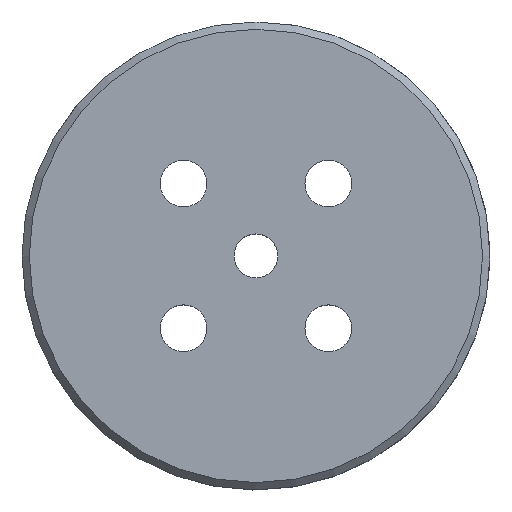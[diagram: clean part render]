
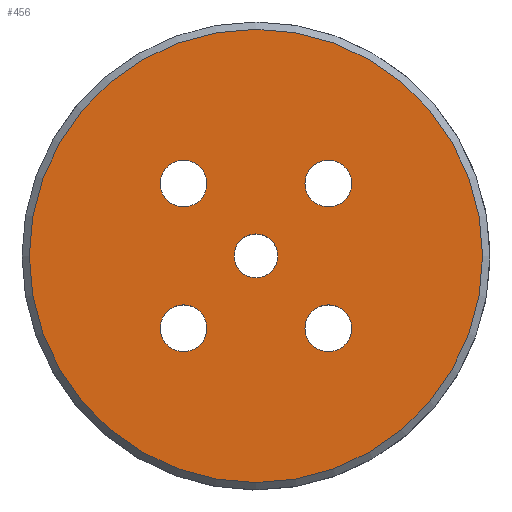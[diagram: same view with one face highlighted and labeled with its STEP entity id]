
A CAD part, top view. The second image highlights one B-rep face of the part: STEP entity #456.
In plain terms, the highlighted planar face has unit normal (0, 0, 1).
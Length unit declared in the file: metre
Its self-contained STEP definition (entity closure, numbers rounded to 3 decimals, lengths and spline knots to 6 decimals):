
#43=PLANE('',#541);
#124=ORIENTED_EDGE('',*,*,#181,.T.);
#125=ORIENTED_EDGE('',*,*,#154,.T.);
#126=ORIENTED_EDGE('',*,*,#169,.T.);
#127=ORIENTED_EDGE('',*,*,#172,.T.);
#128=ORIENTED_EDGE('',*,*,#175,.T.);
#129=ORIENTED_EDGE('',*,*,#178,.T.);
#154=EDGE_CURVE('',#199,#199,#237,.T.);
#169=EDGE_CURVE('',#210,#210,#248,.T.);
#172=EDGE_CURVE('',#213,#213,#251,.T.);
#175=EDGE_CURVE('',#216,#216,#254,.T.);
#178=EDGE_CURVE('',#219,#219,#257,.T.);
#181=EDGE_CURVE('',#222,#222,#260,.F.);
#199=VERTEX_POINT('',#741);
#210=VERTEX_POINT('',#789);
#213=VERTEX_POINT('',#798);
#216=VERTEX_POINT('',#807);
#219=VERTEX_POINT('',#816);
#222=VERTEX_POINT('',#825);
#237=CIRCLE('',#491,0.0015);
#248=CIRCLE('',#518,0.0016);
#251=CIRCLE('',#524,0.0016);
#254=CIRCLE('',#530,0.0016);
#257=CIRCLE('',#536,0.0016);
#260=CIRCLE('',#542,0.0155);
#325=EDGE_LOOP('',(#124));
#326=EDGE_LOOP('',(#125));
#327=EDGE_LOOP('',(#126));
#328=EDGE_LOOP('',(#127));
#329=EDGE_LOOP('',(#128));
#330=EDGE_LOOP('',(#129));
#398=FACE_BOUND('',#325,.T.);
#399=FACE_BOUND('',#326,.T.);
#400=FACE_BOUND('',#327,.T.);
#401=FACE_BOUND('',#328,.T.);
#402=FACE_BOUND('',#329,.T.);
#403=FACE_BOUND('',#330,.T.);
#456=ADVANCED_FACE('',(#398,#399,#400,#401,#402,#403),#43,.F.);
#491=AXIS2_PLACEMENT_3D('',#740,#589,#590);
#518=AXIS2_PLACEMENT_3D('',#788,#645,#646);
#524=AXIS2_PLACEMENT_3D('',#797,#657,#658);
#530=AXIS2_PLACEMENT_3D('',#806,#669,#670);
#536=AXIS2_PLACEMENT_3D('',#815,#681,#682);
#541=AXIS2_PLACEMENT_3D('',#823,#691,#692);
#542=AXIS2_PLACEMENT_3D('',#824,#693,#694);
#589=DIRECTION('',(0.,0.,-1.));
#590=DIRECTION('',(-1.,0.,0.));
#645=DIRECTION('',(0.,0.,-1.));
#646=DIRECTION('',(-1.,0.,0.));
#657=DIRECTION('',(0.,0.,-1.));
#658=DIRECTION('',(-1.,0.,0.));
#669=DIRECTION('',(0.,0.,-1.));
#670=DIRECTION('',(-1.,0.,0.));
#681=DIRECTION('',(0.,0.,-1.));
#682=DIRECTION('',(-1.,0.,0.));
#691=DIRECTION('',(0.,0.,-1.));
#692=DIRECTION('',(1.,0.,0.));
#693=DIRECTION('',(0.,0.,-1.));
#694=DIRECTION('',(-1.,0.,0.));
#740=CARTESIAN_POINT('',(-0.018042,0.,0.00415));
#741=CARTESIAN_POINT('',(-0.019542,0.,0.00415));
#788=CARTESIAN_POINT('',(-0.013093,0.00495,0.00415));
#789=CARTESIAN_POINT('',(-0.014693,0.00495,0.00415));
#797=CARTESIAN_POINT('',(-0.022992,-0.00495,0.00415));
#798=CARTESIAN_POINT('',(-0.024592,-0.00495,0.00415));
#806=CARTESIAN_POINT('',(-0.022992,0.00495,0.00415));
#807=CARTESIAN_POINT('',(-0.024592,0.00495,0.00415));
#815=CARTESIAN_POINT('',(-0.013093,-0.00495,0.00415));
#816=CARTESIAN_POINT('',(-0.014693,-0.00495,0.00415));
#823=CARTESIAN_POINT('',(-0.028017,0.,0.00415));
#824=CARTESIAN_POINT('',(-0.018042,0.,0.00415));
#825=CARTESIAN_POINT('',(-0.033542,0.,0.00415));
